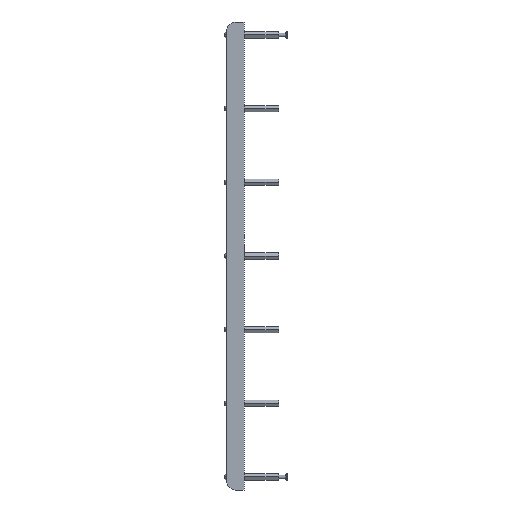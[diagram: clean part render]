
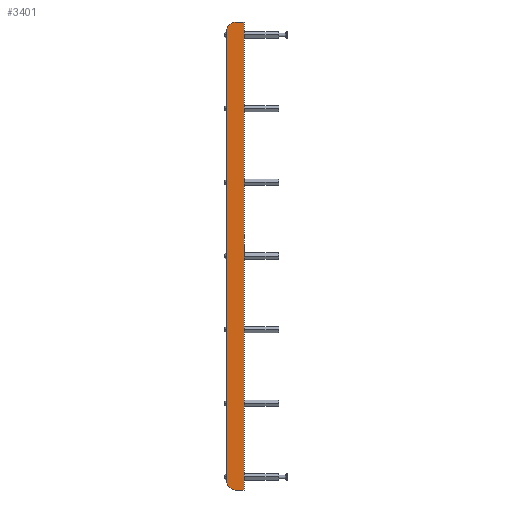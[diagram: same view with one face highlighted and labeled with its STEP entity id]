
A CAD part, left-side view. The second image highlights one B-rep face of the part: STEP entity #3401.
In plain terms, the highlighted planar face has unit normal (-1, 0, 0).
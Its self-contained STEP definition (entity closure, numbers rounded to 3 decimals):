
#153 = ORIENTED_EDGE ( 'NONE', *, *, #3483, .T. ) ;
#389 = EDGE_CURVE ( 'NONE', #1457, #3438, #2865, .T. ) ;
#422 = CARTESIAN_POINT ( 'NONE',  ( -5., -10., 270. ) ) ;
#447 = DIRECTION ( 'NONE',  ( 0., 0., -1. ) ) ;
#525 = CARTESIAN_POINT ( 'NONE',  ( -5., 0., 270. ) ) ;
#757 = CARTESIAN_POINT ( 'NONE',  ( -5., -10., -270. ) ) ;
#942 = CARTESIAN_POINT ( 'NONE',  ( -5., 0., -260. ) ) ;
#1011 = EDGE_CURVE ( 'NONE', #2950, #2280, #3232, .T. ) ;
#1022 = AXIS2_PLACEMENT_3D ( 'NONE', #1622, #1323, #1040 ) ;
#1040 = DIRECTION ( 'NONE',  ( 0., 0., -1. ) ) ;
#1080 = PLANE ( 'NONE',  #1558 ) ;
#1145 = ORIENTED_EDGE ( 'NONE', *, *, #1796, .F. ) ;
#1203 = DIRECTION ( 'NONE',  ( -1., 0., 0. ) ) ;
#1306 = ORIENTED_EDGE ( 'NONE', *, *, #2236, .T. ) ;
#1323 = DIRECTION ( 'NONE',  ( -1., 0., 0. ) ) ;
#1424 = DIRECTION ( 'NONE',  ( 0., -1., 0. ) ) ;
#1457 = VERTEX_POINT ( 'NONE', #2777 ) ;
#1557 = VECTOR ( 'NONE', #3101, 1000. ) ;
#1558 = AXIS2_PLACEMENT_3D ( 'NONE', #2686, #3217, #2411 ) ;
#1599 = VECTOR ( 'NONE', #447, 1000. ) ;
#1622 = CARTESIAN_POINT ( 'NONE',  ( -5., 0., 260. ) ) ;
#1667 = AXIS2_PLACEMENT_3D ( 'NONE', #942, #1203, #2544 ) ;
#1734 = ORIENTED_EDGE ( 'NONE', *, *, #1011, .F. ) ;
#1796 = EDGE_CURVE ( 'NONE', #2280, #1923, #2334, .T. ) ;
#1895 = CIRCLE ( 'NONE', #1022, 10. ) ;
#1923 = VERTEX_POINT ( 'NONE', #757 ) ;
#2015 = CARTESIAN_POINT ( 'NONE',  ( -5., -10., 270. ) ) ;
#2047 = VECTOR ( 'NONE', #3109, 1000. ) ;
#2069 = EDGE_CURVE ( 'NONE', #2299, #1457, #3326, .T. ) ;
#2236 = EDGE_CURVE ( 'NONE', #3438, #1923, #2724, .T. ) ;
#2280 = VERTEX_POINT ( 'NONE', #2824 ) ;
#2299 = VERTEX_POINT ( 'NONE', #3366 ) ;
#2334 = LINE ( 'NONE', #422, #1599 ) ;
#2366 = FACE_OUTER_BOUND ( 'NONE', #3430, .T. ) ;
#2411 = DIRECTION ( 'NONE',  ( 0., 0., -1. ) ) ;
#2447 = ORIENTED_EDGE ( 'NONE', *, *, #389, .T. ) ;
#2519 = CARTESIAN_POINT ( 'NONE',  ( -5., -10., -270. ) ) ;
#2544 = DIRECTION ( 'NONE',  ( 0., 0., -1. ) ) ;
#2686 = CARTESIAN_POINT ( 'NONE',  ( -5., -10., 270. ) ) ;
#2724 = LINE ( 'NONE', #2519, #3103 ) ;
#2751 = ORIENTED_EDGE ( 'NONE', *, *, #2069, .T. ) ;
#2777 = CARTESIAN_POINT ( 'NONE',  ( -5., 10., -260. ) ) ;
#2824 = CARTESIAN_POINT ( 'NONE',  ( -5., -10., 270. ) ) ;
#2835 = CARTESIAN_POINT ( 'NONE',  ( -5., 10., 270. ) ) ;
#2865 = CIRCLE ( 'NONE', #1667, 10. ) ;
#2950 = VERTEX_POINT ( 'NONE', #525 ) ;
#2994 = CARTESIAN_POINT ( 'NONE',  ( -5., 0., -270. ) ) ;
#3101 = DIRECTION ( 'NONE',  ( 0., 0., -1. ) ) ;
#3103 = VECTOR ( 'NONE', #1424, 1000. ) ;
#3109 = DIRECTION ( 'NONE',  ( 0., -1., 0. ) ) ;
#3217 = DIRECTION ( 'NONE',  ( 1., 0., 0. ) ) ;
#3232 = LINE ( 'NONE', #2015, #2047 ) ;
#3326 = LINE ( 'NONE', #2835, #1557 ) ;
#3366 = CARTESIAN_POINT ( 'NONE',  ( -5., 10., 260. ) ) ;
#3401 = ADVANCED_FACE ( 'NONE', ( #2366 ), #1080, .F. ) ;
#3430 = EDGE_LOOP ( 'NONE', ( #2751, #2447, #1306, #1145, #1734, #153 ) ) ;
#3438 = VERTEX_POINT ( 'NONE', #2994 ) ;
#3483 = EDGE_CURVE ( 'NONE', #2950, #2299, #1895, .T. ) ;
